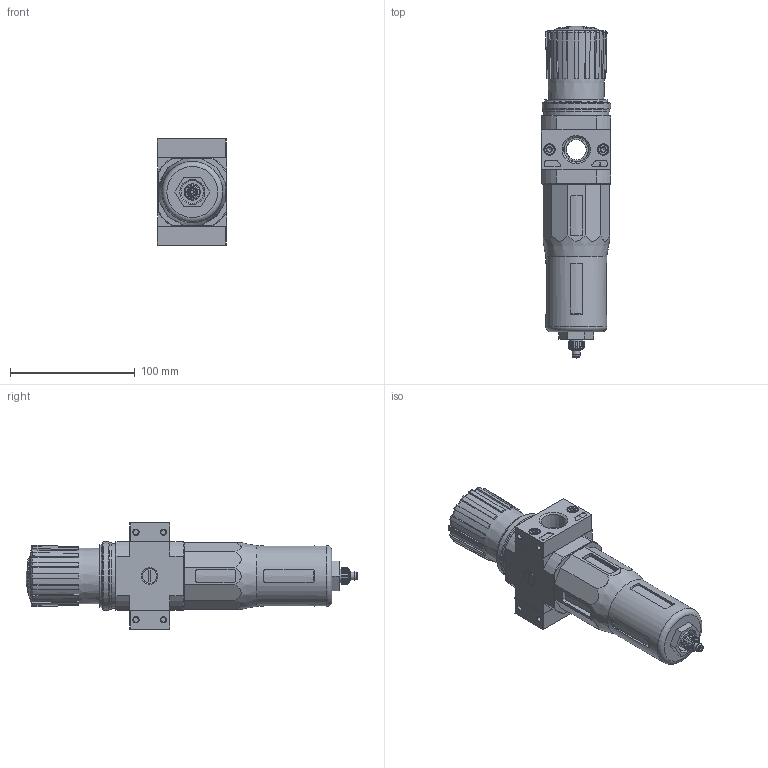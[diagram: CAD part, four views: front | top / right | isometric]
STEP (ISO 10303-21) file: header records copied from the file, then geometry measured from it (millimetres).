
FILE_DESCRIPTION(/* description */ ('STEP AP214'),/* implementation_level */ '2;1');
FILE_NAME(/* name */ '173790_LFR-1_2-D-O-MIDI-NPT',/* time_stamp */ '2024-09-03T18:50:41+02:00',/* author */ ('License CC BY-ND 4.0'),/* organization */ ('CADENAS'),/* preprocessor_version */ 'ST-DEVELOPER v19.3',/* originating_system */ 'PARTsolutions',/* authorisation */ ' ');
FILE_SCHEMA (('AUTOMOTIVE_DESIGN {1 0 10303 214 3 1 1}'));
Length unit declared in the file: millimetre
Products named in the file (8): 173790 LFR-1/2-D-O-MIDI-NPT---(0); 120518 LFR-D-MIDI--(0); 679804 PBL-1/2-D-MIDI-R-NPT--P1; DIN-912 - M5x18(F); 679803 PBL-1/2-D-MIDI-L-NPT--P1; 398012 LRVS-D-MINI; 373846 LR-MIDI; 648415 LF
Assembly tree (11 placements, depth 2):
  173790 LFR-1/2-D-O-MIDI-NPT---(0)
    120518 LFR-D-MIDI--(0)
    679804 PBL-1/2-D-MIDI-R-NPT--P1
    DIN-912 - M5x18(F)  x4
    679803 PBL-1/2-D-MIDI-L-NPT--P1
    398012 LRVS-D-MINI
    373846 LR-MIDI  x2
    648415 LF
Bounding box: 55.5 x 265.7 x 85 mm (x, y, z)
Volume: 549404.9 mm3; surface area: 77637.2 mm2
Topology: 11 solids, 12 shells, 638 faces, 1552 edges, 989 vertices
Faces by surface type: plane 340, cylinder 136, cone 114, torus 43, sphere 5
Full cylindrical faces by diameter (mm): 3 x1, 4.134 x8, 5 x4, 5.6 x1, 6.3 x2, 6.4 x1, 6.8 x1, 7.1 x1, 8.5 x4, 9 x1, 9.6 x2, 11.2 x3, 11.445 x2, 12.6 x1, 13.157 x2, 16 x1, 18 x1, 24.9 x1, 26.4 x1, 29.7 x1, 30.8 x1, 39 x1, 48.7 x1, 50.16 x1, 50.376 x1, 52 x1, 53.5 x1, 54.8 x1
Entity records: 18591 total; most frequent: CARTESIAN_POINT 3690, DIRECTION 2586, ORIENTED_EDGE 2524, EDGE_CURVE 1262, AXIS2_PLACEMENT_3D 1033, VERTEX_POINT 873, FACE_BOUND 697, EDGE_LOOP 696
